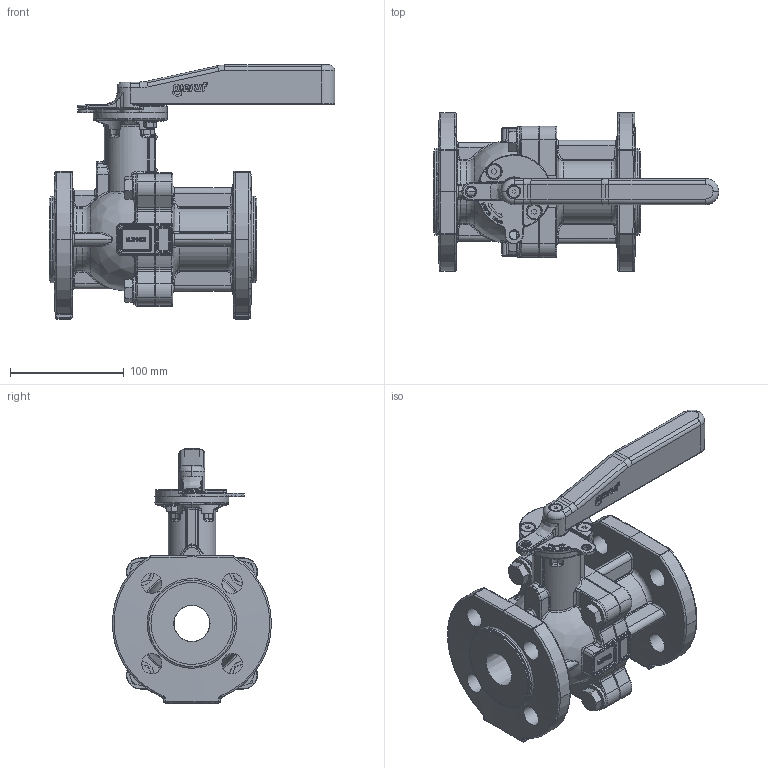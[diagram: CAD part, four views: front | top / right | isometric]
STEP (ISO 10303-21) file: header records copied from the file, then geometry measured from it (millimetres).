
FILE_DESCRIPTION(('HOOPS Exchange Step'),'2;1');
FILE_NAME('FK13000006.stp','2025-09-18T10:40:59+02:00',('nieru'),('Unknown organisation'),'HOOPS Exchange 2024.2','HOOPS Exchange','Unknown authorisation');
FILE_SCHEMA( ('AP203_CONFIGURATION_CONTROLLED_3D_DESIGN_OF_MECHANICAL_PARTS_AND_ASSEMBLIES_MIM_LF') );
Length unit declared in the file: millimetre
Products named in the file (4): 0; root
Assembly tree (3 placements, depth 3):
  root
    0
      0
      0
Bounding box: 251.2 x 139.86 x 223.5 mm (x, y, z)
Volume: 1380283.4 mm3; surface area: 225448 mm2
Topology: 10 solids, 10 shells, 2284 faces, 5956 edges, 3769 vertices
Faces by surface type: bspline 711, cylinder 634, plane 567, torus 183, cone 110, sphere 54, extrusion 25
Full cylindrical faces by diameter (mm): 4.134 x1, 7 x4, 10.106 x4, 12 x4, 13 x4, 13.5 x4, 16.63 x4, 18 x8, 24 x4, 36 x1, 65 x1, 72 x2, 76 x2, 103 x1, 109 x2
Entity records: 121290 total; most frequent: CARTESIAN_POINT 72250, ORIENTED_EDGE 11856, DIRECTION 7429, EDGE_CURVE 5928, VERTEX_POINT 3769, AXIS2_PLACEMENT_3D 2718, B_SPLINE_CURVE_WITH_KNOTS 2643, EDGE_LOOP 2445
